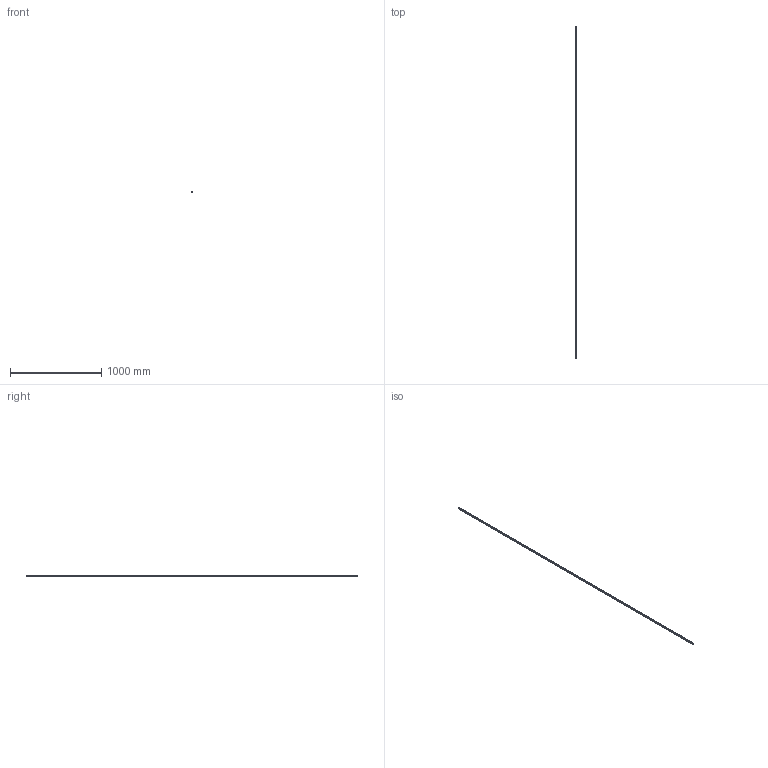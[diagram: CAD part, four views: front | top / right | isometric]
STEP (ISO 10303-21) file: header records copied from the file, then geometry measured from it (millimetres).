
FILE_DESCRIPTION(('STEP AP214'),'1');
FILE_NAME('cctmp_29C86B4F-2614-4EEF-99D7-2C1BEBC4A1BE_2021_02_02_12_40_19_0720..stp','2021-02-02T11:40:20',('HIWIN GmbH'),('CADClick - www.CADClick.com'),'Spatial InterOp 3D',' ','unknown authorization');
FILE_SCHEMA(('AUTOMOTIVE_DESIGN'));
Length unit declared in the file: millimetre
Products named in the file (1): EGR15U3630C_FILE
Bounding box: 15 x 3630 x 12.5 mm (x, y, z)
Volume: 578101.4 mm3; surface area: 221110.6 mm2
Topology: 1 solids, 1 shells, 713 faces, 1755 edges, 1170 vertices
Faces by surface type: cylinder 384, plane 329
Entity records: 27329 total; most frequent: DIRECTION 4195, CARTESIAN_POINT 3639, ORIENTED_EDGE 3510, EDGE_CURVE 1755, AXIS2_PLACEMENT_3D 1726, VERTEX_POINT 1170, EDGE_LOOP 839, CIRCLE 768
